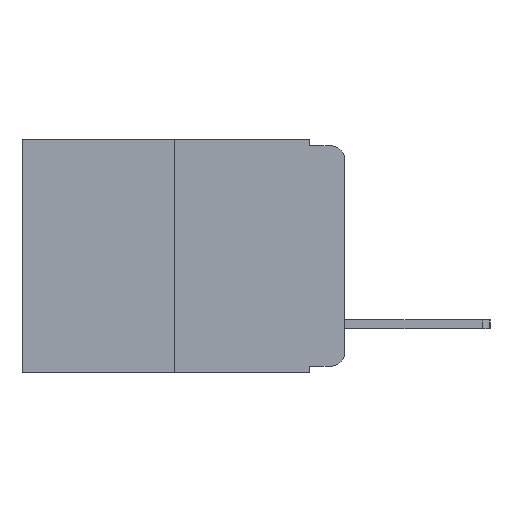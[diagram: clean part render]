
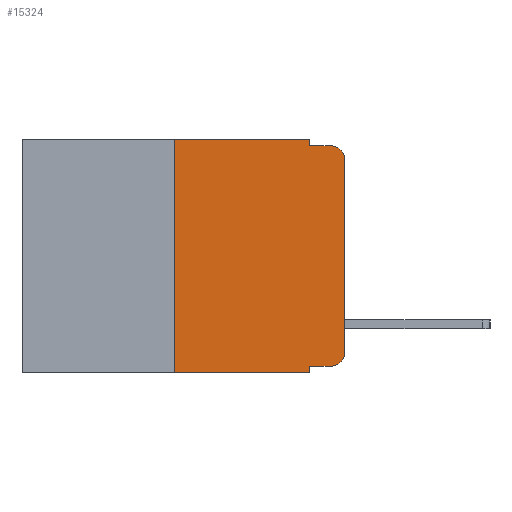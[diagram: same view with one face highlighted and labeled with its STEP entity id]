
A CAD part, left-side view. The second image highlights one B-rep face of the part: STEP entity #15324.
In plain terms, the highlighted planar face has unit normal (-1, 0, 0).
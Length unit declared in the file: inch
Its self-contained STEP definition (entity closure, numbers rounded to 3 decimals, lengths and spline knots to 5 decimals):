
#165 = DIRECTION ( 'NONE',  ( 0., -1., 0. ) ) ;
#1062 = LINE ( 'NONE', #19384, #17669 ) ;
#1097 = CIRCLE ( 'NONE', #13590, 0.02 ) ;
#1223 = LINE ( 'NONE', #20377, #17829 ) ;
#1737 = CARTESIAN_POINT ( 'NONE',  ( 0., 0.051, -0.343 ) ) ;
#2314 = EDGE_CURVE ( 'NONE', #9338, #16939, #1223, .T. ) ;
#2440 = EDGE_CURVE ( 'NONE', #12769, #6999, #2515, .T. ) ;
#2515 = CIRCLE ( 'NONE', #8095, 0.02 ) ;
#3222 = CARTESIAN_POINT ( 'NONE',  ( 0., 0.02, -0.313 ) ) ;
#3395 = ORIENTED_EDGE ( 'NONE', *, *, #20272, .F. ) ;
#3549 = DIRECTION ( 'NONE',  ( 0., -1., 0. ) ) ;
#3717 = DIRECTION ( 'NONE',  ( 0., 0., -1. ) ) ;
#3895 = LINE ( 'NONE', #13624, #16061 ) ;
#4370 = PLANE ( 'NONE',  #12541 ) ;
#4781 = CARTESIAN_POINT ( 'NONE',  ( 0., 0.02, -0.03 ) ) ;
#4891 = DIRECTION ( 'NONE',  ( 0., 0., -1. ) ) ;
#5264 = VECTOR ( 'NONE', #3549, 39.37008 ) ;
#5714 = CARTESIAN_POINT ( 'NONE',  ( 0., 0.051, -0.01 ) ) ;
#6035 = DIRECTION ( 'NONE',  ( 0., 0., -1. ) ) ;
#6082 = CARTESIAN_POINT ( 'NONE',  ( 0., 0.25, -0.343 ) ) ;
#6172 = VERTEX_POINT ( 'NONE', #7428 ) ;
#6443 = DIRECTION ( 'NONE',  ( 0., 0., -1. ) ) ;
#6462 = VECTOR ( 'NONE', #16011, 39.37008 ) ;
#6999 = VERTEX_POINT ( 'NONE', #8048 ) ;
#7344 = CARTESIAN_POINT ( 'NONE',  ( 0., 0.02, -0.01 ) ) ;
#7428 = CARTESIAN_POINT ( 'NONE',  ( 0., 0.051, 0. ) ) ;
#7695 = ORIENTED_EDGE ( 'NONE', *, *, #10959, .T. ) ;
#7988 = ORIENTED_EDGE ( 'NONE', *, *, #9404, .T. ) ;
#8048 = CARTESIAN_POINT ( 'NONE',  ( 0., 0., -0.313 ) ) ;
#8095 = AXIS2_PLACEMENT_3D ( 'NONE', #3222, #14814, #4891 ) ;
#8445 = VERTEX_POINT ( 'NONE', #1737 ) ;
#8539 = LINE ( 'NONE', #12237, #12424 ) ;
#8913 = DIRECTION ( 'NONE',  ( 0., 0., -1. ) ) ;
#9228 = VERTEX_POINT ( 'NONE', #5714 ) ;
#9338 = VERTEX_POINT ( 'NONE', #6082 ) ;
#9404 = EDGE_CURVE ( 'NONE', #9338, #8445, #1062, .T. ) ;
#9584 = ORIENTED_EDGE ( 'NONE', *, *, #13747, .F. ) ;
#9899 = CARTESIAN_POINT ( 'NONE',  ( 0., 0.02, -0.333 ) ) ;
#10388 = EDGE_CURVE ( 'NONE', #12260, #8445, #3895, .T. ) ;
#10438 = DIRECTION ( 'NONE',  ( 0., 0., 1. ) ) ;
#10662 = VERTEX_POINT ( 'NONE', #14345 ) ;
#10669 = EDGE_CURVE ( 'NONE', #9228, #17761, #11361, .T. ) ;
#10959 = EDGE_CURVE ( 'NONE', #6999, #10662, #12907, .T. ) ;
#11361 = LINE ( 'NONE', #21024, #6462 ) ;
#11542 = ORIENTED_EDGE ( 'NONE', *, *, #2314, .F. ) ;
#12033 = EDGE_LOOP ( 'NONE', ( #7695, #13788, #13144, #3395, #9584, #11542, #7988, #14108, #15559, #20074 ) ) ;
#12237 = CARTESIAN_POINT ( 'NONE',  ( 0., 0.051, 0. ) ) ;
#12260 = VERTEX_POINT ( 'NONE', #16811 ) ;
#12424 = VECTOR ( 'NONE', #8913, 39.37008 ) ;
#12541 = AXIS2_PLACEMENT_3D ( 'NONE', #14279, #15952, #6035 ) ;
#12769 = VERTEX_POINT ( 'NONE', #9899 ) ;
#12907 = LINE ( 'NONE', #13205, #16261 ) ;
#13144 = ORIENTED_EDGE ( 'NONE', *, *, #10669, .F. ) ;
#13187 = FACE_OUTER_BOUND ( 'NONE', #12033, .T. ) ;
#13205 = CARTESIAN_POINT ( 'NONE',  ( 0., 0., 0. ) ) ;
#13364 = CARTESIAN_POINT ( 'NONE',  ( 0., 0.051, -0.333 ) ) ;
#13367 = CARTESIAN_POINT ( 'NONE',  ( 0., 0.25, 0. ) ) ;
#13590 = AXIS2_PLACEMENT_3D ( 'NONE', #4781, #16347, #6443 ) ;
#13624 = CARTESIAN_POINT ( 'NONE',  ( 0., 0.051, 0. ) ) ;
#13747 = EDGE_CURVE ( 'NONE', #16939, #6172, #18496, .T. ) ;
#13788 = ORIENTED_EDGE ( 'NONE', *, *, #18693, .T. ) ;
#14108 = ORIENTED_EDGE ( 'NONE', *, *, #10388, .F. ) ;
#14279 = CARTESIAN_POINT ( 'NONE',  ( 0., 0.473, 0. ) ) ;
#14345 = CARTESIAN_POINT ( 'NONE',  ( 0., 0., -0.03 ) ) ;
#14573 = VECTOR ( 'NONE', #165, 39.37008 ) ;
#14814 = DIRECTION ( 'NONE',  ( -1., 0., 0. ) ) ;
#14904 = DIRECTION ( 'NONE',  ( 0., 0., 1. ) ) ;
#15324 = ADVANCED_FACE ( 'NONE', ( #13187 ), #4370, .F. ) ;
#15559 = ORIENTED_EDGE ( 'NONE', *, *, #18842, .T. ) ;
#15952 = DIRECTION ( 'NONE',  ( 1., 0., 0. ) ) ;
#16011 = DIRECTION ( 'NONE',  ( 0., -1., 0. ) ) ;
#16061 = VECTOR ( 'NONE', #3717, 39.37008 ) ;
#16132 = DIRECTION ( 'NONE',  ( 0., -1., 0. ) ) ;
#16261 = VECTOR ( 'NONE', #14904, 39.37008 ) ;
#16347 = DIRECTION ( 'NONE',  ( -1., 0., 0. ) ) ;
#16807 = CARTESIAN_POINT ( 'NONE',  ( 0., 0.473, 0. ) ) ;
#16811 = CARTESIAN_POINT ( 'NONE',  ( 0., 0.051, -0.333 ) ) ;
#16939 = VERTEX_POINT ( 'NONE', #13367 ) ;
#17669 = VECTOR ( 'NONE', #16132, 39.37008 ) ;
#17761 = VERTEX_POINT ( 'NONE', #7344 ) ;
#17829 = VECTOR ( 'NONE', #10438, 39.37008 ) ;
#18496 = LINE ( 'NONE', #16807, #5264 ) ;
#18693 = EDGE_CURVE ( 'NONE', #10662, #17761, #1097, .T. ) ;
#18842 = EDGE_CURVE ( 'NONE', #12260, #12769, #18993, .T. ) ;
#18993 = LINE ( 'NONE', #13364, #14573 ) ;
#19384 = CARTESIAN_POINT ( 'NONE',  ( 0., 0.473, -0.343 ) ) ;
#20074 = ORIENTED_EDGE ( 'NONE', *, *, #2440, .T. ) ;
#20272 = EDGE_CURVE ( 'NONE', #6172, #9228, #8539, .T. ) ;
#20377 = CARTESIAN_POINT ( 'NONE',  ( 0., 0.25, 0. ) ) ;
#21024 = CARTESIAN_POINT ( 'NONE',  ( 0., 0.051, -0.01 ) ) ;
